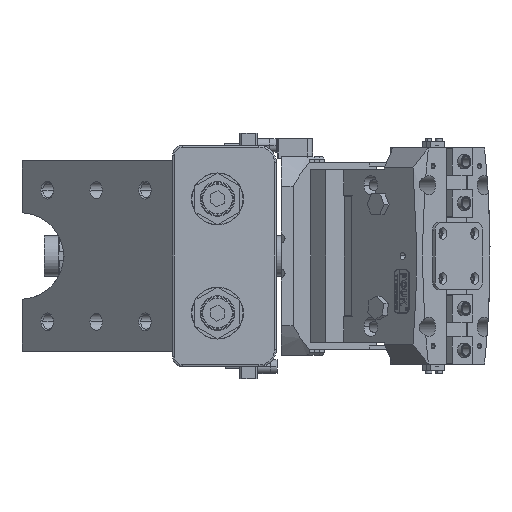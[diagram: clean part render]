
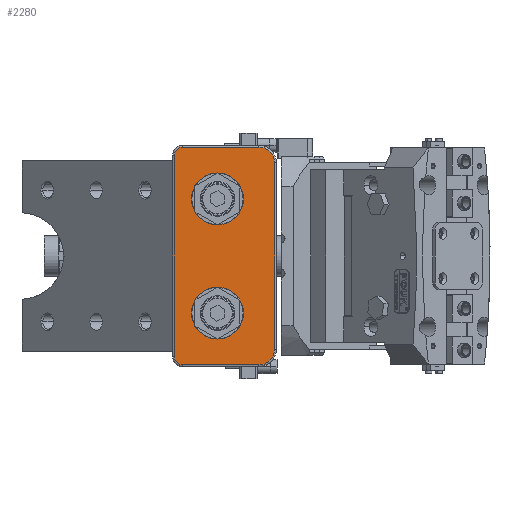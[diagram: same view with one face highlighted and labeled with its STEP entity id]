
A CAD part, left-side view. The second image highlights one B-rep face of the part: STEP entity #2280.
In plain terms, the highlighted face is planar.
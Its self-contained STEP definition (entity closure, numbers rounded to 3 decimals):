
#111 = VERTEX_POINT ( 'NONE', #59461 ) ;
#1131 = EDGE_LOOP ( 'NONE', ( #85314, #32607 ) ) ;
#1586 = DIRECTION ( 'NONE',  ( 0., -1., 0. ) ) ;
#2280 = ADVANCED_FACE ( 'NONE', ( #85808, #31709, #58271 ), #67648, .T. ) ;
#2780 = VERTEX_POINT ( 'NONE', #8299 ) ;
#3450 = VERTEX_POINT ( 'NONE', #9933 ) ;
#4545 = EDGE_CURVE ( 'NONE', #5252, #53134, #15949, .T. ) ;
#5252 = VERTEX_POINT ( 'NONE', #46402 ) ;
#6433 = CARTESIAN_POINT ( 'NONE',  ( 33., 0., 4. ) ) ;
#7181 = DIRECTION ( 'NONE',  ( 0., 0., -1. ) ) ;
#8299 = CARTESIAN_POINT ( 'NONE',  ( 33., 0., 13.25 ) ) ;
#8428 = DIRECTION ( 'NONE',  ( 0., 0., -1. ) ) ;
#9933 = CARTESIAN_POINT ( 'NONE',  ( 54., 0., -29. ) ) ;
#10201 = VECTOR ( 'NONE', #52574, 1000. ) ;
#11565 = EDGE_CURVE ( 'NONE', #77790, #50217, #19345, .T. ) ;
#11745 = ORIENTED_EDGE ( 'NONE', *, *, #24046, .T. ) ;
#12256 = VERTEX_POINT ( 'NONE', #85433 ) ;
#15949 = CIRCLE ( 'NONE', #23687, 5. ) ;
#16805 = VECTOR ( 'NONE', #47750, 1000. ) ;
#19015 = CIRCLE ( 'NONE', #76100, 9. ) ;
#19057 = CIRCLE ( 'NONE', #82360, 9.25 ) ;
#19345 = CIRCLE ( 'NONE', #26380, 9. ) ;
#19694 = CARTESIAN_POINT ( 'NONE',  ( 0., 0., 0. ) ) ;
#21760 = DIRECTION ( 'NONE',  ( 0., 0., -1. ) ) ;
#22202 = DIRECTION ( 'NONE',  ( 0., 0., -1. ) ) ;
#22375 = CIRCLE ( 'NONE', #71936, 9.25 ) ;
#23124 = CARTESIAN_POINT ( 'NONE',  ( -54., 0., -29. ) ) ;
#23382 = LINE ( 'NONE', #37589, #85900 ) ;
#23687 = AXIS2_PLACEMENT_3D ( 'NONE', #87370, #45858, #53010 ) ;
#24046 = EDGE_CURVE ( 'NONE', #53134, #77790, #44538, .T. ) ;
#24908 = CARTESIAN_POINT ( 'NONE',  ( 33., 0., 4. ) ) ;
#25076 = EDGE_LOOP ( 'NONE', ( #29146, #62963, #11745, #72351, #32637, #43620, #84897, #61495 ) ) ;
#25428 = CARTESIAN_POINT ( 'NONE',  ( 33., 0., -5.25 ) ) ;
#26000 = CARTESIAN_POINT ( 'NONE',  ( 63., 0., 24. ) ) ;
#26337 = ORIENTED_EDGE ( 'NONE', *, *, #49655, .F. ) ;
#26380 = AXIS2_PLACEMENT_3D ( 'NONE', #28383, #49988, #22202 ) ;
#26549 = CARTESIAN_POINT ( 'NONE',  ( -63., 0., -20. ) ) ;
#26907 = VERTEX_POINT ( 'NONE', #84781 ) ;
#27334 = DIRECTION ( 'NONE',  ( 0., -1., 0. ) ) ;
#28014 = EDGE_CURVE ( 'NONE', #12256, #87123, #68373, .T. ) ;
#28383 = CARTESIAN_POINT ( 'NONE',  ( -54., 0., -20. ) ) ;
#29146 = ORIENTED_EDGE ( 'NONE', *, *, #68015, .T. ) ;
#30243 = EDGE_LOOP ( 'NONE', ( #26337, #85008 ) ) ;
#30753 = VECTOR ( 'NONE', #34459, 1000. ) ;
#31679 = DIRECTION ( 'NONE',  ( 0., -1., 0. ) ) ;
#31709 = FACE_BOUND ( 'NONE', #1131, .T. ) ;
#32403 = EDGE_CURVE ( 'NONE', #81098, #111, #62260, .T. ) ;
#32607 = ORIENTED_EDGE ( 'NONE', *, *, #44626, .F. ) ;
#32637 = ORIENTED_EDGE ( 'NONE', *, *, #85530, .T. ) ;
#33969 = DIRECTION ( 'NONE',  ( 0., 0., -1. ) ) ;
#34459 = DIRECTION ( 'NONE',  ( 0., 0., -1. ) ) ;
#35189 = AXIS2_PLACEMENT_3D ( 'NONE', #63505, #77107, #8428 ) ;
#37589 = CARTESIAN_POINT ( 'NONE',  ( 63., 0., 24. ) ) ;
#38505 = DIRECTION ( 'NONE',  ( 0., 0., -1. ) ) ;
#40399 = EDGE_CURVE ( 'NONE', #3450, #26907, #19015, .T. ) ;
#42003 = LINE ( 'NONE', #53454, #10201 ) ;
#43620 = ORIENTED_EDGE ( 'NONE', *, *, #40399, .T. ) ;
#44538 = LINE ( 'NONE', #68298, #30753 ) ;
#44626 = EDGE_CURVE ( 'NONE', #2780, #46379, #59800, .T. ) ;
#44780 = CARTESIAN_POINT ( 'NONE',  ( -63., 0., 24. ) ) ;
#45858 = DIRECTION ( 'NONE',  ( 0., -1., 0. ) ) ;
#46379 = VERTEX_POINT ( 'NONE', #25428 ) ;
#46402 = CARTESIAN_POINT ( 'NONE',  ( -58., 0., 29. ) ) ;
#47750 = DIRECTION ( 'NONE',  ( -1., 0., 0. ) ) ;
#49024 = AXIS2_PLACEMENT_3D ( 'NONE', #19694, #27334, #7181 ) ;
#49655 = EDGE_CURVE ( 'NONE', #87123, #12256, #19057, .T. ) ;
#49988 = DIRECTION ( 'NONE',  ( 0., -1., 0. ) ) ;
#50217 = VERTEX_POINT ( 'NONE', #23124 ) ;
#50636 = DIRECTION ( 'NONE',  ( 0., 0., 1. ) ) ;
#52491 = CARTESIAN_POINT ( 'NONE',  ( -33., 0., -5.25 ) ) ;
#52520 = AXIS2_PLACEMENT_3D ( 'NONE', #24908, #31679, #38505 ) ;
#52574 = DIRECTION ( 'NONE',  ( 1., 0., 0. ) ) ;
#53010 = DIRECTION ( 'NONE',  ( 0., 0., -1. ) ) ;
#53134 = VERTEX_POINT ( 'NONE', #44780 ) ;
#53286 = DIRECTION ( 'NONE',  ( 0., 0., -1. ) ) ;
#53454 = CARTESIAN_POINT ( 'NONE',  ( 0., 0., -29. ) ) ;
#54979 = LINE ( 'NONE', #80676, #16805 ) ;
#55348 = DIRECTION ( 'NONE',  ( 0., -1., 0. ) ) ;
#55456 = CARTESIAN_POINT ( 'NONE',  ( 58., 0., 24. ) ) ;
#56616 = DIRECTION ( 'NONE',  ( 0., -1., 0. ) ) ;
#58271 = FACE_BOUND ( 'NONE', #30243, .T. ) ;
#59461 = CARTESIAN_POINT ( 'NONE',  ( 58., 0., 29. ) ) ;
#59800 = CIRCLE ( 'NONE', #52520, 9.25 ) ;
#59939 = AXIS2_PLACEMENT_3D ( 'NONE', #55456, #56616, #69348 ) ;
#61495 = ORIENTED_EDGE ( 'NONE', *, *, #32403, .T. ) ;
#62260 = CIRCLE ( 'NONE', #59939, 5. ) ;
#62963 = ORIENTED_EDGE ( 'NONE', *, *, #4545, .T. ) ;
#63505 = CARTESIAN_POINT ( 'NONE',  ( -33., 0., 4. ) ) ;
#66593 = DIRECTION ( 'NONE',  ( 0., -1., 0. ) ) ;
#67109 = EDGE_CURVE ( 'NONE', #26907, #81098, #23382, .T. ) ;
#67648 = PLANE ( 'NONE',  #49024 ) ;
#67692 = CARTESIAN_POINT ( 'NONE',  ( -33., 0., 4. ) ) ;
#68015 = EDGE_CURVE ( 'NONE', #111, #5252, #54979, .T. ) ;
#68298 = CARTESIAN_POINT ( 'NONE',  ( -63., 0., 0. ) ) ;
#68373 = CIRCLE ( 'NONE', #35189, 9.25 ) ;
#69348 = DIRECTION ( 'NONE',  ( 0., 0., -1. ) ) ;
#71936 = AXIS2_PLACEMENT_3D ( 'NONE', #6433, #66593, #53286 ) ;
#72351 = ORIENTED_EDGE ( 'NONE', *, *, #11565, .T. ) ;
#75463 = CARTESIAN_POINT ( 'NONE',  ( 54., 0., -20. ) ) ;
#76100 = AXIS2_PLACEMENT_3D ( 'NONE', #75463, #55348, #33969 ) ;
#77107 = DIRECTION ( 'NONE',  ( 0., -1., 0. ) ) ;
#77790 = VERTEX_POINT ( 'NONE', #26549 ) ;
#80676 = CARTESIAN_POINT ( 'NONE',  ( -58., 0., 29. ) ) ;
#80966 = EDGE_CURVE ( 'NONE', #46379, #2780, #22375, .T. ) ;
#81098 = VERTEX_POINT ( 'NONE', #26000 ) ;
#82360 = AXIS2_PLACEMENT_3D ( 'NONE', #67692, #1586, #21760 ) ;
#84781 = CARTESIAN_POINT ( 'NONE',  ( 63., 0., -20. ) ) ;
#84897 = ORIENTED_EDGE ( 'NONE', *, *, #67109, .T. ) ;
#85008 = ORIENTED_EDGE ( 'NONE', *, *, #28014, .F. ) ;
#85314 = ORIENTED_EDGE ( 'NONE', *, *, #80966, .F. ) ;
#85433 = CARTESIAN_POINT ( 'NONE',  ( -33., 0., 13.25 ) ) ;
#85530 = EDGE_CURVE ( 'NONE', #50217, #3450, #42003, .T. ) ;
#85808 = FACE_OUTER_BOUND ( 'NONE', #25076, .T. ) ;
#85900 = VECTOR ( 'NONE', #50636, 1000. ) ;
#87123 = VERTEX_POINT ( 'NONE', #52491 ) ;
#87370 = CARTESIAN_POINT ( 'NONE',  ( -58., 0., 24. ) ) ;
